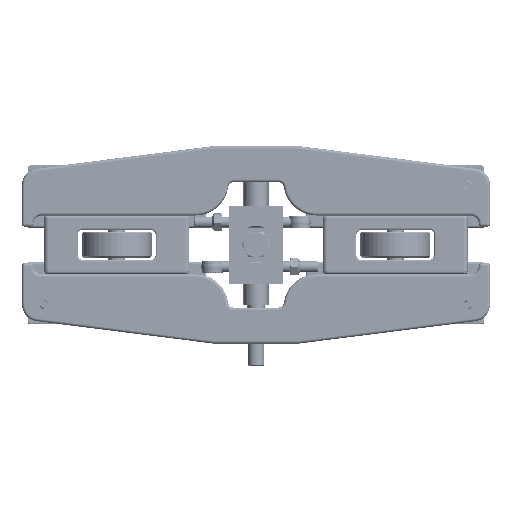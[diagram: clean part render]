
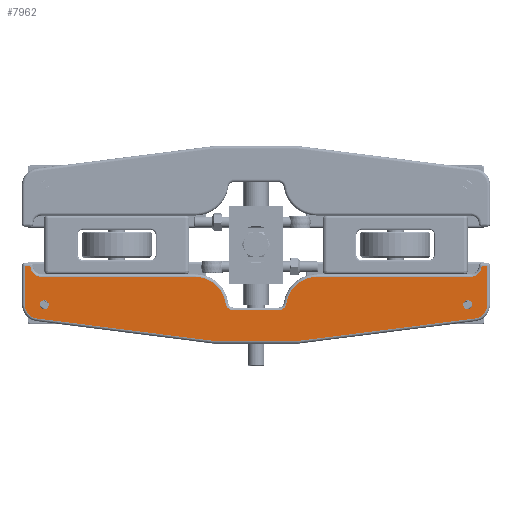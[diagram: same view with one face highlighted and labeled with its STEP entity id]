
A CAD part, front view. The second image highlights one B-rep face of the part: STEP entity #7962.
In plain terms, the highlighted face is planar.
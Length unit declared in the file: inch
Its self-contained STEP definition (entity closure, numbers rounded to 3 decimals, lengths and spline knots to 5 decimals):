
#6817=CARTESIAN_POINT('',(-1.20313,1.875,0.));
#6818=VERTEX_POINT('',#6817);
#6819=CARTESIAN_POINT('',(-1.,1.875,0.0));
#6820=DIRECTION('',(0.0,0.0,1.0));
#6821=DIRECTION('',(-1.0,0.0,0.0));
#6822=AXIS2_PLACEMENT_3D('',#6819,#6820,#6821);
#6823=CIRCLE('',#6822,0.20313);
#6824=EDGE_CURVE('',#6818,#6818,#6823,.T.);
#6837=CARTESIAN_POINT('',(-20.20313,1.875,0.));
#6838=VERTEX_POINT('',#6837);
#6839=CARTESIAN_POINT('',(-20.0,1.875,0.));
#6840=DIRECTION('',(0.0,0.0,1.0));
#6841=DIRECTION('',(-1.0,0.0,0.0));
#6842=AXIS2_PLACEMENT_3D('',#6839,#6840,#6841);
#6843=CIRCLE('',#6842,0.20313);
#6844=EDGE_CURVE('',#6838,#6838,#6843,.T.);
#6964=CARTESIAN_POINT('',(-20.625,0.125,0.));
#6965=VERTEX_POINT('',#6964);
#6973=CARTESIAN_POINT('',(-20.125,0.625,0.));
#6974=VERTEX_POINT('',#6973);
#6975=CARTESIAN_POINT('',(-20.125,0.125,0.));
#6976=DIRECTION('',(0.,0.,-1.));
#6977=DIRECTION('',(-0.707,0.707,0.));
#6978=AXIS2_PLACEMENT_3D('',#6975,#6976,#6977);
#6979=CIRCLE('',#6978,0.5);
#6980=EDGE_CURVE('',#6965,#6974,#6979,.T.);
#7006=CARTESIAN_POINT('',(-13.23205,0.625,0.));
#7007=VERTEX_POINT('',#7006);
#7022=CARTESIAN_POINT('',(-20.125,0.625,0.));
#7023=DIRECTION('',(1.0,0.0,0.0));
#7024=VECTOR('',#7023,6.89295);
#7025=LINE('',#7022,#7024);
#7026=EDGE_CURVE('',#6974,#7007,#7025,.T.);
#7036=CARTESIAN_POINT('',(-11.87115,1.80357,0.));
#7037=VERTEX_POINT('',#7036);
#7047=CARTESIAN_POINT('',(-13.23205,2.,0.));
#7048=DIRECTION('',(0.,0.,1.));
#7049=DIRECTION('',(0.655,-0.756,0.));
#7050=AXIS2_PLACEMENT_3D('',#7047,#7048,#7049);
#7051=CIRCLE('',#7050,1.375);
#7052=EDGE_CURVE('',#7007,#7037,#7051,.T.);
#7062=CARTESIAN_POINT('',(-0.875,0.625,0.));
#7063=VERTEX_POINT('',#7062);
#7071=CARTESIAN_POINT('',(-0.375,0.125,0.));
#7072=VERTEX_POINT('',#7071);
#7073=CARTESIAN_POINT('',(-0.875,0.125,0.));
#7074=DIRECTION('',(0.,0.,-1.0));
#7075=DIRECTION('',(0.707,0.707,0.));
#7076=AXIS2_PLACEMENT_3D('',#7073,#7074,#7075);
#7077=CIRCLE('',#7076,0.5);
#7078=EDGE_CURVE('',#7063,#7072,#7077,.T.);
#7096=CARTESIAN_POINT('',(-7.76795,0.625,0.));
#7097=VERTEX_POINT('',#7096);
#7105=CARTESIAN_POINT('',(-7.76795,0.625,0.));
#7106=DIRECTION('',(1.0,0.0,0.0));
#7107=VECTOR('',#7106,6.89295);
#7108=LINE('',#7105,#7107);
#7109=EDGE_CURVE('',#7097,#7063,#7108,.T.);
#7126=CARTESIAN_POINT('',(-9.12885,1.80357,0.));
#7127=VERTEX_POINT('',#7126);
#7135=CARTESIAN_POINT('',(-7.76795,2.,0.));
#7136=DIRECTION('',(0.,0.,1.));
#7137=DIRECTION('',(-0.655,-0.756,0.));
#7138=AXIS2_PLACEMENT_3D('',#7135,#7136,#7137);
#7139=CIRCLE('',#7138,1.375);
#7140=EDGE_CURVE('',#7127,#7097,#7139,.T.);
#7154=CARTESIAN_POINT('',(-9.5,2.125,0.));
#7155=VERTEX_POINT('',#7154);
#7163=CARTESIAN_POINT('',(-9.5,1.75,0.));
#7164=DIRECTION('',(0.,0.,-1.0));
#7165=DIRECTION('',(0.655,0.756,0.));
#7166=AXIS2_PLACEMENT_3D('',#7163,#7164,#7165);
#7167=CIRCLE('',#7166,0.375);
#7168=EDGE_CURVE('',#7155,#7127,#7167,.T.);
#7188=CARTESIAN_POINT('',(-11.5,2.125,0.));
#7189=VERTEX_POINT('',#7188);
#7197=CARTESIAN_POINT('',(-11.5,2.125,0.));
#7198=DIRECTION('',(1.0,0.0,0.0));
#7199=VECTOR('',#7198,2.);
#7200=LINE('',#7197,#7199);
#7201=EDGE_CURVE('',#7189,#7155,#7200,.T.);
#7227=CARTESIAN_POINT('',(-11.5,1.75,0.));
#7228=DIRECTION('',(0.,0.,-1.0));
#7229=DIRECTION('',(-0.655,0.756,0.));
#7230=AXIS2_PLACEMENT_3D('',#7227,#7228,#7229);
#7231=CIRCLE('',#7230,0.375);
#7232=EDGE_CURVE('',#7037,#7189,#7231,.T.);
#7249=CARTESIAN_POINT('',(-0.125,0.125,0.));
#7250=VERTEX_POINT('',#7249);
#7251=CARTESIAN_POINT('',(-0.375,0.125,0.));
#7252=DIRECTION('',(1.0,0.0,0.0));
#7253=VECTOR('',#7252,0.25);
#7254=LINE('',#7251,#7253);
#7255=EDGE_CURVE('',#7072,#7250,#7254,.T.);
#7275=CARTESIAN_POINT('',(-8.6094,3.49702,0.));
#7276=VERTEX_POINT('',#7275);
#7284=CARTESIAN_POINT('',(-8.65658,3.5,0.));
#7285=VERTEX_POINT('',#7284);
#7286=CARTESIAN_POINT('',(-8.65658,3.125,0.));
#7287=DIRECTION('',(0.,0.,1.));
#7288=DIRECTION('',(0.063,0.998,0.));
#7289=AXIS2_PLACEMENT_3D('',#7286,#7287,#7288);
#7290=CIRCLE('',#7289,0.375);
#7291=EDGE_CURVE('',#7276,#7285,#7290,.T.);
#7319=CARTESIAN_POINT('',(-0.67137,2.49039,0.));
#7320=VERTEX_POINT('',#7319);
#7328=CARTESIAN_POINT('',(-0.67137,2.49039,0.));
#7329=DIRECTION('',(-0.992,0.126,0.));
#7330=VECTOR('',#7329,8.0016);
#7331=LINE('',#7328,#7330);
#7332=EDGE_CURVE('',#7320,#7276,#7331,.T.);
#7349=CARTESIAN_POINT('',(-12.34342,3.5,0.));
#7350=VERTEX_POINT('',#7349);
#7367=CARTESIAN_POINT('',(-8.65658,3.5,0.));
#7368=DIRECTION('',(-1.0,0.0,0.0));
#7369=VECTOR('',#7368,3.68685);
#7370=LINE('',#7367,#7369);
#7371=EDGE_CURVE('',#7285,#7350,#7370,.T.);
#7381=CARTESIAN_POINT('',(-0.125,1.87035,0.));
#7382=VERTEX_POINT('',#7381);
#7390=CARTESIAN_POINT('',(-0.75,1.87035,0.));
#7391=DIRECTION('',(0.,0.,1.0));
#7392=DIRECTION('',(0.75,0.661,0.));
#7393=AXIS2_PLACEMENT_3D('',#7390,#7391,#7392);
#7394=CIRCLE('',#7393,0.625);
#7395=EDGE_CURVE('',#7382,#7320,#7394,.T.);
#7413=CARTESIAN_POINT('',(-12.3906,3.49702,0.));
#7414=VERTEX_POINT('',#7413);
#7432=CARTESIAN_POINT('',(-12.34342,3.125,0.));
#7433=DIRECTION('',(0.,0.,1.));
#7434=DIRECTION('',(-0.063,0.998,0.));
#7435=AXIS2_PLACEMENT_3D('',#7432,#7433,#7434);
#7436=CIRCLE('',#7435,0.375);
#7437=EDGE_CURVE('',#7350,#7414,#7436,.T.);
#7454=CARTESIAN_POINT('',(-0.125,0.125,0.));
#7455=DIRECTION('',(0.0,1.0,0.0));
#7456=VECTOR('',#7455,1.74535);
#7457=LINE('',#7454,#7456);
#7458=EDGE_CURVE('',#7250,#7382,#7457,.T.);
#7470=CARTESIAN_POINT('',(-20.32863,2.49039,0.));
#7471=VERTEX_POINT('',#7470);
#7488=CARTESIAN_POINT('',(-12.3906,3.49702,0.));
#7489=DIRECTION('',(-0.992,-0.126,0.));
#7490=VECTOR('',#7489,8.0016);
#7491=LINE('',#7488,#7490);
#7492=EDGE_CURVE('',#7414,#7471,#7491,.T.);
#7502=CARTESIAN_POINT('',(-20.875,1.87035,0.));
#7503=VERTEX_POINT('',#7502);
#7521=CARTESIAN_POINT('',(-20.25,1.87035,0.));
#7522=DIRECTION('',(0.,0.,1.));
#7523=DIRECTION('',(-0.75,0.661,0.));
#7524=AXIS2_PLACEMENT_3D('',#7521,#7522,#7523);
#7525=CIRCLE('',#7524,0.625);
#7526=EDGE_CURVE('',#7471,#7503,#7525,.T.);
#7536=CARTESIAN_POINT('',(-20.875,0.125,0.));
#7537=VERTEX_POINT('',#7536);
#7554=CARTESIAN_POINT('',(-20.875,1.87035,0.));
#7555=DIRECTION('',(0.0,-1.0,0.0));
#7556=VECTOR('',#7555,1.74535);
#7557=LINE('',#7554,#7556);
#7558=EDGE_CURVE('',#7503,#7537,#7557,.T.);
#7599=CARTESIAN_POINT('',(-20.875,0.125,0.));
#7600=DIRECTION('',(1.0,0.0,0.0));
#7601=VECTOR('',#7600,0.25);
#7602=LINE('',#7599,#7601);
#7603=EDGE_CURVE('',#7537,#6965,#7602,.T.);
#7929=CARTESIAN_POINT('',(-21.,0.0,0.));
#7930=DIRECTION('',(0.0,0.0,-1.0));
#7931=DIRECTION('',(-1.0,0.0,0.0));
#7932=AXIS2_PLACEMENT_3D('',#7929,#7930,#7931);
#7933=PLANE('',#7932);
#7934=ORIENTED_EDGE('',*,*,#7291,.F.);
#7935=ORIENTED_EDGE('',*,*,#7332,.F.);
#7936=ORIENTED_EDGE('',*,*,#7395,.F.);
#7937=ORIENTED_EDGE('',*,*,#7458,.F.);
#7938=ORIENTED_EDGE('',*,*,#7255,.F.);
#7939=ORIENTED_EDGE('',*,*,#7078,.F.);
#7940=ORIENTED_EDGE('',*,*,#7109,.F.);
#7941=ORIENTED_EDGE('',*,*,#7140,.F.);
#7942=ORIENTED_EDGE('',*,*,#7168,.F.);
#7943=ORIENTED_EDGE('',*,*,#7201,.F.);
#7944=ORIENTED_EDGE('',*,*,#7232,.F.);
#7945=ORIENTED_EDGE('',*,*,#7052,.F.);
#7946=ORIENTED_EDGE('',*,*,#7026,.F.);
#7947=ORIENTED_EDGE('',*,*,#6980,.F.);
#7948=ORIENTED_EDGE('',*,*,#7603,.F.);
#7949=ORIENTED_EDGE('',*,*,#7558,.F.);
#7950=ORIENTED_EDGE('',*,*,#7526,.F.);
#7951=ORIENTED_EDGE('',*,*,#7492,.F.);
#7952=ORIENTED_EDGE('',*,*,#7437,.F.);
#7953=ORIENTED_EDGE('',*,*,#7371,.F.);
#7954=EDGE_LOOP('',(#7934,#7935,#7936,#7937,#7938,#7939,#7940,#7941,#7942,#7943,#7944,#7945,#7946,#7947,#7948,#7949,#7950,#7951,#7952,#7953));
#7955=FACE_OUTER_BOUND('',#7954,.T.);
#7956=ORIENTED_EDGE('',*,*,#6824,.T.);
#7957=EDGE_LOOP('',(#7956));
#7958=FACE_BOUND('',#7957,.T.);
#7959=ORIENTED_EDGE('',*,*,#6844,.T.);
#7960=EDGE_LOOP('',(#7959));
#7961=FACE_BOUND('',#7960,.T.);
#7962=ADVANCED_FACE('',(#7955,#7958,#7961),#7933,.T.);
